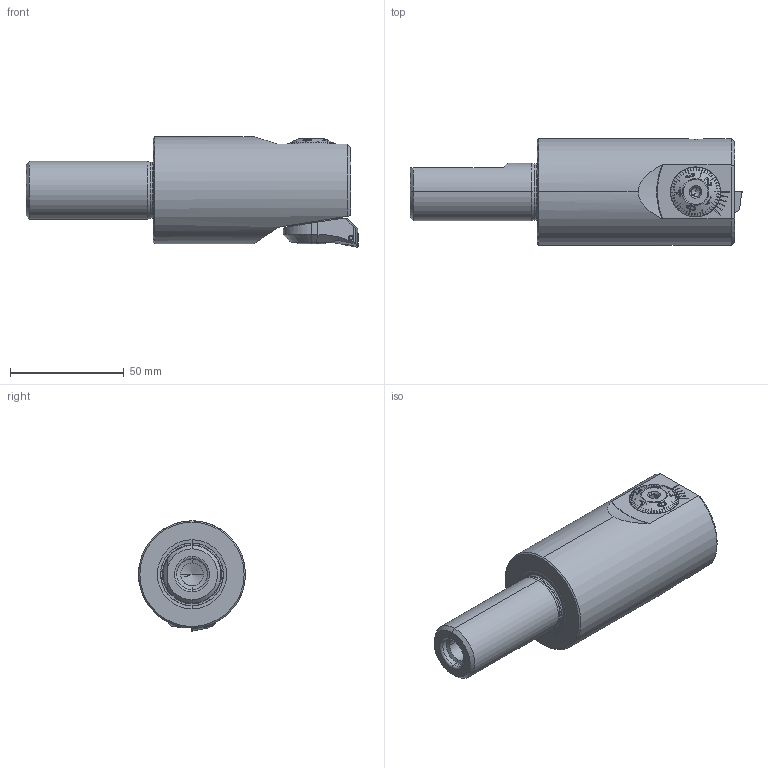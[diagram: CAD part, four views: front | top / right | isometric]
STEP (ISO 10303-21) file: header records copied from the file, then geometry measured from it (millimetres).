
FILE_DESCRIPTION (( 'STEP AP203' ), '1' );
FILE_NAME ('W26.F42.051.090.STEP', '2024-08-15T14:57:35', ( '' ), ( '' ), 'SwSTEP 2.0', 'SolidWorks 2022', '' );
FILE_SCHEMA (( 'CONFIG_CONTROL_DESIGN' ));
Length unit declared in the file: millimetre
Products named in the file (20): ISO 4026 - M8 x 8_für.step; F42-BG1.DA3.022_A; CCMT060204; WCA-ER2.001.006_A; A42-BG1.012.006_B; W26.F42.051.090; A42-BG2.013.005_B; F42-WCA.001.009_C_fertigbearbeitet; WCA-ER2.001.007_A; F42-WCA.001.009; Klebstoff D8; F42-BG2.014.014_A; W26-F42.AA3.090_A_bohrungen gefüllt; A42-BG2.011.014_C; A42-BG3.011.030_D; DIN 3771 - 13x1; F42-BG1.AA4.022; A42-BG2.012.005_A; DIN 7984 - M8 x 12; DIN 3771 - 19x1.5
Assembly tree (19 placements, depth 3):
  W26.F42.051.090
    W26-F42.AA3.090_A_bohrungen gefüllt
    F42-BG1.AA4.022
      F42-BG1.DA3.022_A
      A42-BG2.011.014_C
      A42-BG2.012.005_A
      A42-BG2.013.005_B
      F42-BG2.014.014_A
      A42-BG1.012.006_B
      DIN 3771 - 19x1.5
    DIN 3771 - 13x1
    WCA-ER2.001.007_A
    Klebstoff D8
    A42-BG3.011.030_D
    DIN 7984 - M8 x 12
    F42-WCA.001.009
      F42-WCA.001.009_C_fertigbearbeitet
      CCMT060204
      WCA-ER2.001.006_A
    ISO 4026 - M8 x 8_für.step
Bounding box: 145.9 x 47 x 48.45 mm (x, y, z)
Volume: 159663.1 mm3; surface area: 39202.7 mm2
Topology: 17 solids, 17 shells, 831 faces, 2150 edges, 1350 vertices
Faces by surface type: plane 342, cone 194, cylinder 174, torus 70, bspline 47, sphere 4
Entity records: 30464 total; most frequent: CARTESIAN_POINT 9057, ORIENTED_EDGE 4252, DIRECTION 3749, EDGE_CURVE 2126, AXIS2_PLACEMENT_3D 1458, VERTEX_POINT 1348, EDGE_LOOP 884, VECTOR 833
